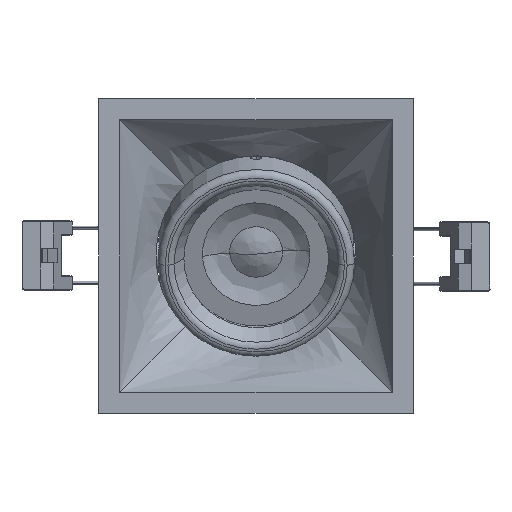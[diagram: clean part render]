
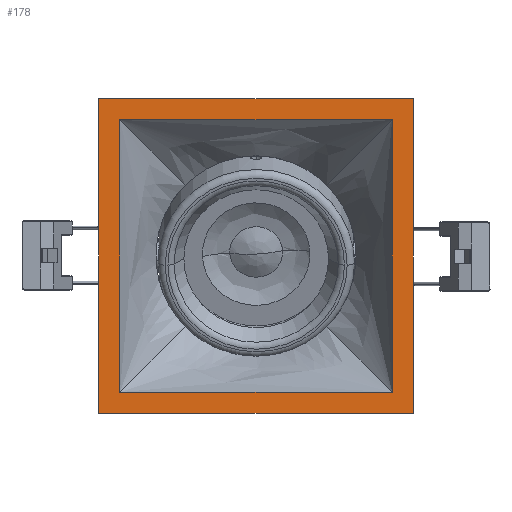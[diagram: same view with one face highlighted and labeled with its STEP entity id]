
A CAD part, front view. The second image highlights one B-rep face of the part: STEP entity #178.
In plain terms, the highlighted planar face has unit normal (0, -1, 0).
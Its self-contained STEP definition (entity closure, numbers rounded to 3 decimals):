
#178 = ADVANCED_FACE ( 'NONE', ( #16822, #20207 ), #18042, .T. ) ;
#324 = EDGE_CURVE ( 'NONE', #7306, #4556, #4603, .T. ) ;
#927 = CARTESIAN_POINT ( 'NONE',  ( 0., -0.7, 0. ) ) ;
#1069 = VECTOR ( 'NONE', #6984, 1000. ) ;
#1190 = CARTESIAN_POINT ( 'NONE',  ( -44.625, -0.7, 44.625 ) ) ;
#1570 = CARTESIAN_POINT ( 'NONE',  ( 44.625, -0.7, -44.625 ) ) ;
#1890 = CARTESIAN_POINT ( 'NONE',  ( 38.625, -0.7, -38.625 ) ) ;
#2145 = AXIS2_PLACEMENT_3D ( 'NONE', #927, #10158, #8706 ) ;
#2351 = ORIENTED_EDGE ( 'NONE', *, *, #10218, .T. ) ;
#2795 = DIRECTION ( 'NONE',  ( 0., 0., 1. ) ) ;
#3683 = CARTESIAN_POINT ( 'NONE',  ( -44.625, -0.7, 44.625 ) ) ;
#3746 = CARTESIAN_POINT ( 'NONE',  ( -38.625, -0.7, -38.625 ) ) ;
#3818 = EDGE_CURVE ( 'NONE', #17966, #13321, #19776, .T. ) ;
#3823 = ORIENTED_EDGE ( 'NONE', *, *, #19446, .F. ) ;
#4252 = DIRECTION ( 'NONE',  ( -1., 0., 0. ) ) ;
#4556 = VERTEX_POINT ( 'NONE', #1570 ) ;
#4603 = LINE ( 'NONE', #10421, #15341 ) ;
#5218 = LINE ( 'NONE', #19323, #1069 ) ;
#5341 = VECTOR ( 'NONE', #13325, 1000. ) ;
#5508 = ORIENTED_EDGE ( 'NONE', *, *, #324, .T. ) ;
#5794 = EDGE_CURVE ( 'NONE', #6364, #7306, #5218, .T. ) ;
#6364 = VERTEX_POINT ( 'NONE', #3683 ) ;
#6449 = VECTOR ( 'NONE', #14346, 1000. ) ;
#6984 = DIRECTION ( 'NONE',  ( 0., 0., -1. ) ) ;
#7081 = ORIENTED_EDGE ( 'NONE', *, *, #14281, .F. ) ;
#7242 = VERTEX_POINT ( 'NONE', #3746 ) ;
#7306 = VERTEX_POINT ( 'NONE', #11667 ) ;
#7749 = DIRECTION ( 'NONE',  ( -1., 0., 0. ) ) ;
#7922 = LINE ( 'NONE', #12764, #6449 ) ;
#8652 = LINE ( 'NONE', #15929, #12069 ) ;
#8706 = DIRECTION ( 'NONE',  ( 0., 0., -1. ) ) ;
#8813 = VECTOR ( 'NONE', #2795, 1000. ) ;
#8918 = CARTESIAN_POINT ( 'NONE',  ( -38.625, -0.7, -38.625 ) ) ;
#9027 = ORIENTED_EDGE ( 'NONE', *, *, #3818, .F. ) ;
#9385 = ORIENTED_EDGE ( 'NONE', *, *, #12303, .T. ) ;
#9501 = VERTEX_POINT ( 'NONE', #20083 ) ;
#10030 = ORIENTED_EDGE ( 'NONE', *, *, #10206, .F. ) ;
#10158 = DIRECTION ( 'NONE',  ( 0., -1., 0. ) ) ;
#10206 = EDGE_CURVE ( 'NONE', #13321, #7242, #8652, .T. ) ;
#10218 = EDGE_CURVE ( 'NONE', #4556, #9501, #7922, .T. ) ;
#10345 = CARTESIAN_POINT ( 'NONE',  ( 38.625, -0.7, 38.625 ) ) ;
#10421 = CARTESIAN_POINT ( 'NONE',  ( -44.625, -0.7, -44.625 ) ) ;
#10801 = CARTESIAN_POINT ( 'NONE',  ( 38.625, -0.7, -38.625 ) ) ;
#11083 = DIRECTION ( 'NONE',  ( 0., 0., -1. ) ) ;
#11667 = CARTESIAN_POINT ( 'NONE',  ( -44.625, -0.7, -44.625 ) ) ;
#12069 = VECTOR ( 'NONE', #11083, 1000. ) ;
#12303 = EDGE_CURVE ( 'NONE', #9501, #6364, #17862, .T. ) ;
#12764 = CARTESIAN_POINT ( 'NONE',  ( 44.625, -0.7, 44.625 ) ) ;
#13321 = VERTEX_POINT ( 'NONE', #17509 ) ;
#13325 = DIRECTION ( 'NONE',  ( 1., 0., 0. ) ) ;
#13395 = ORIENTED_EDGE ( 'NONE', *, *, #5794, .T. ) ;
#13588 = CARTESIAN_POINT ( 'NONE',  ( 38.625, -0.7, 38.625 ) ) ;
#14000 = EDGE_LOOP ( 'NONE', ( #3823, #10030, #9027, #7081 ) ) ;
#14281 = EDGE_CURVE ( 'NONE', #15259, #17966, #15627, .T. ) ;
#14346 = DIRECTION ( 'NONE',  ( 0., 0., 1. ) ) ;
#14429 = VECTOR ( 'NONE', #7749, 1000. ) ;
#14699 = EDGE_LOOP ( 'NONE', ( #2351, #9385, #13395, #5508 ) ) ;
#15259 = VERTEX_POINT ( 'NONE', #1890 ) ;
#15341 = VECTOR ( 'NONE', #16817, 1000. ) ;
#15627 = LINE ( 'NONE', #10801, #8813 ) ;
#15929 = CARTESIAN_POINT ( 'NONE',  ( -38.625, -0.7, 38.625 ) ) ;
#16139 = VECTOR ( 'NONE', #4252, 1000. ) ;
#16817 = DIRECTION ( 'NONE',  ( 1., 0., 0. ) ) ;
#16822 = FACE_BOUND ( 'NONE', #14000, .T. ) ;
#17509 = CARTESIAN_POINT ( 'NONE',  ( -38.625, -0.7, 38.625 ) ) ;
#17862 = LINE ( 'NONE', #1190, #14429 ) ;
#17966 = VERTEX_POINT ( 'NONE', #10345 ) ;
#18042 = PLANE ( 'NONE',  #2145 ) ;
#18523 = LINE ( 'NONE', #8918, #5341 ) ;
#19323 = CARTESIAN_POINT ( 'NONE',  ( -44.625, -0.7, 44.625 ) ) ;
#19446 = EDGE_CURVE ( 'NONE', #7242, #15259, #18523, .T. ) ;
#19776 = LINE ( 'NONE', #13588, #16139 ) ;
#20083 = CARTESIAN_POINT ( 'NONE',  ( 44.625, -0.7, 44.625 ) ) ;
#20207 = FACE_OUTER_BOUND ( 'NONE', #14699, .T. ) ;
